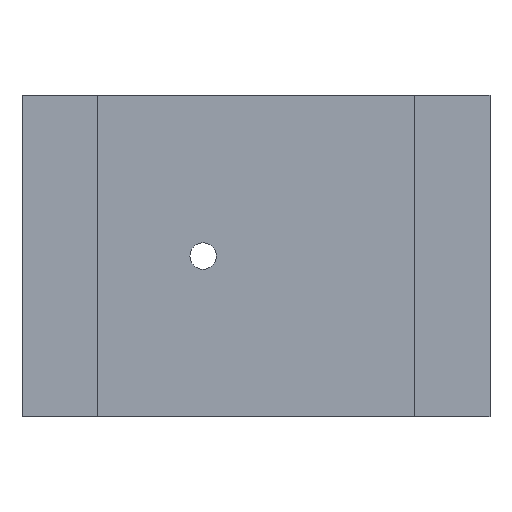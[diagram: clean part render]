
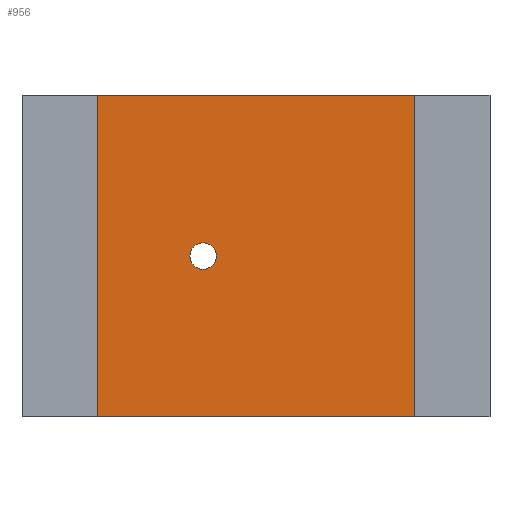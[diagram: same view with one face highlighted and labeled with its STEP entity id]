
A CAD part, front view. The second image highlights one B-rep face of the part: STEP entity #956.
In plain terms, the highlighted planar face has unit normal (0, -1, 0).
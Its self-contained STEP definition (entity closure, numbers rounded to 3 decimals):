
#24=FACE_BOUND('',#158,.T.);
#54=PLANE('',#1035);
#101=FACE_OUTER_BOUND('',#157,.T.);
#157=EDGE_LOOP('',(#832,#833,#834,#835));
#158=EDGE_LOOP('',(#836));
#260=LINE('',#1482,#382);
#275=LINE('',#1514,#397);
#276=LINE('',#1516,#398);
#277=LINE('',#1517,#399);
#382=VECTOR('',#1210,10.);
#397=VECTOR('',#1241,10.);
#398=VECTOR('',#1242,10.);
#399=VECTOR('',#1243,10.);
#425=CIRCLE('',#1006,1.4);
#456=VERTEX_POINT('',#1359);
#498=VERTEX_POINT('',#1479);
#499=VERTEX_POINT('',#1481);
#508=VERTEX_POINT('',#1513);
#509=VERTEX_POINT('',#1515);
#548=EDGE_CURVE('',#456,#456,#425,.T.);
#610=EDGE_CURVE('',#498,#499,#260,.T.);
#627=EDGE_CURVE('',#508,#498,#275,.T.);
#628=EDGE_CURVE('',#509,#508,#276,.T.);
#629=EDGE_CURVE('',#509,#499,#277,.T.);
#832=ORIENTED_EDGE('',*,*,#627,.F.);
#833=ORIENTED_EDGE('',*,*,#628,.F.);
#834=ORIENTED_EDGE('',*,*,#629,.T.);
#835=ORIENTED_EDGE('',*,*,#610,.F.);
#836=ORIENTED_EDGE('',*,*,#548,.F.);
#956=ADVANCED_FACE('',(#101,#24),#54,.T.);
#1006=AXIS2_PLACEMENT_3D('',#1360,#1109,#1110);
#1035=AXIS2_PLACEMENT_3D('',#1512,#1239,#1240);
#1109=DIRECTION('center_axis',(0.,-1.,0.));
#1110=DIRECTION('ref_axis',(-1.,0.,0.));
#1210=DIRECTION('',(1.,0.,0.));
#1239=DIRECTION('center_axis',(0.,-1.,0.));
#1240=DIRECTION('ref_axis',(1.,0.,0.));
#1241=DIRECTION('',(0.,0.,1.));
#1242=DIRECTION('',(-1.,0.,0.));
#1243=DIRECTION('',(0.,0.,1.));
#1359=CARTESIAN_POINT('',(-4.215,-24.85,17.046));
#1360=CARTESIAN_POINT('Origin',(-5.615,-24.85,17.046));
#1479=CARTESIAN_POINT('',(-16.87,-24.85,34.1));
#1481=CARTESIAN_POINT('',(16.87,-24.85,34.1));
#1482=CARTESIAN_POINT('',(16.614,-24.85,34.1));
#1512=CARTESIAN_POINT('Origin',(-16.87,-24.85,0.));
#1513=CARTESIAN_POINT('',(-16.87,-24.85,0.));
#1514=CARTESIAN_POINT('',(-16.87,-24.85,0.));
#1515=CARTESIAN_POINT('',(16.87,-24.85,0.));
#1516=CARTESIAN_POINT('',(16.87,-24.85,0.));
#1517=CARTESIAN_POINT('',(16.87,-24.85,0.));
